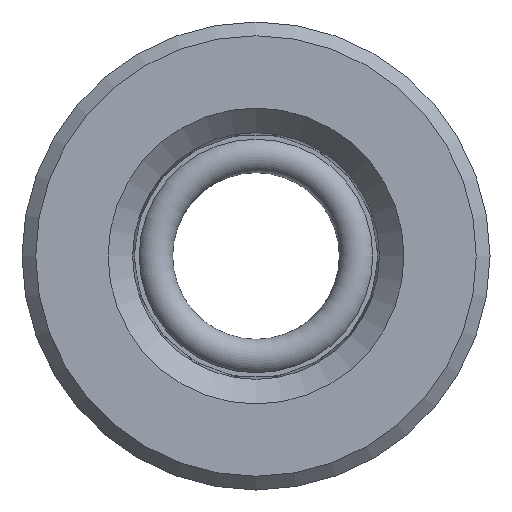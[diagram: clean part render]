
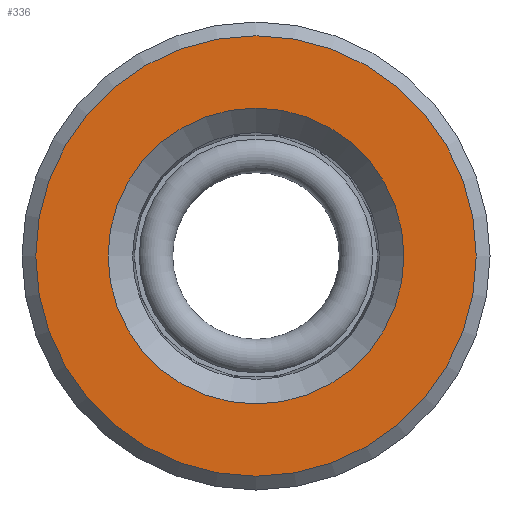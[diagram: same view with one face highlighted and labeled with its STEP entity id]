
A CAD part, left-side view. The second image highlights one B-rep face of the part: STEP entity #336.
In plain terms, the highlighted planar face has unit normal (-1, 0, 0).
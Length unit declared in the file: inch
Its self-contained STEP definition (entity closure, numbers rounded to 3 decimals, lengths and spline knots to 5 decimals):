
#64=PLANE('',#376);
#79=FACE_BOUND('',#134,.T.);
#98=FACE_OUTER_BOUND('',#133,.T.);
#133=EDGE_LOOP('',(#270));
#134=EDGE_LOOP('',(#271));
#166=CIRCLE('',#371,0.43);
#170=CIRCLE('',#377,0.64);
#190=VERTEX_POINT('',#538);
#196=VERTEX_POINT('',#552);
#220=EDGE_CURVE('',#190,#190,#166,.T.);
#226=EDGE_CURVE('',#196,#196,#170,.T.);
#270=ORIENTED_EDGE('',*,*,#226,.F.);
#271=ORIENTED_EDGE('',*,*,#220,.T.);
#336=ADVANCED_FACE('',(#98,#79),#64,.T.);
#371=AXIS2_PLACEMENT_3D('',#539,#440,#441);
#376=AXIS2_PLACEMENT_3D('',#551,#452,#453);
#377=AXIS2_PLACEMENT_3D('',#553,#454,#455);
#440=DIRECTION('center_axis',(1.,0.,0.));
#441=DIRECTION('ref_axis',(0.,1.,0.));
#452=DIRECTION('center_axis',(-1.,0.,0.));
#453=DIRECTION('ref_axis',(0.,0.,1.));
#454=DIRECTION('center_axis',(1.,0.,0.));
#455=DIRECTION('ref_axis',(0.,-1.,0.));
#538=CARTESIAN_POINT('',(-0.339,0.43,0.));
#539=CARTESIAN_POINT('Origin',(-0.339,0.,0.));
#551=CARTESIAN_POINT('Origin',(-0.339,0.34,0.));
#552=CARTESIAN_POINT('',(-0.339,0.64,0.));
#553=CARTESIAN_POINT('Origin',(-0.339,0.,
0.));
